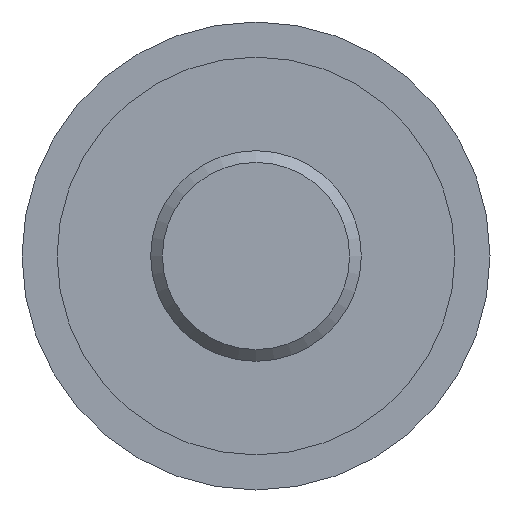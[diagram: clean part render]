
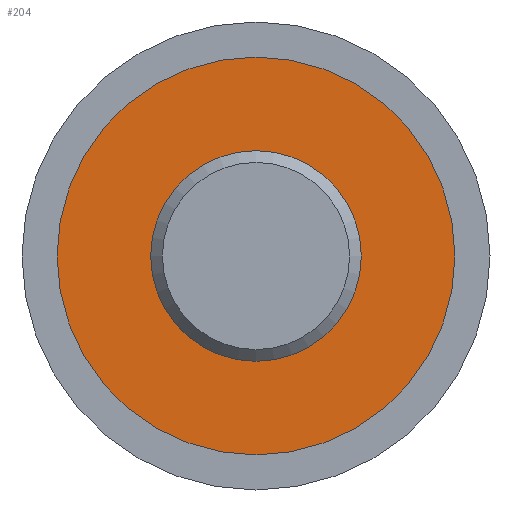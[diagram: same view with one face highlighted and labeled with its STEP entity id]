
A CAD part, left-side view. The second image highlights one B-rep face of the part: STEP entity #204.
In plain terms, the highlighted planar face has unit normal (-1, 0, 0).
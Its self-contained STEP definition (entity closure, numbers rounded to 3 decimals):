
#19=FACE_BOUND('',#67,.T.);
#32=PLANE('',#258);
#47=FACE_OUTER_BOUND('',#66,.T.);
#66=EDGE_LOOP('',(#186));
#67=EDGE_LOOP('',(#187));
#91=CIRCLE('',#240,18.);
#99=CIRCLE('',#257,34.);
#107=VERTEX_POINT('',#354);
#115=VERTEX_POINT('',#383);
#127=EDGE_CURVE('',#107,#107,#91,.T.);
#138=EDGE_CURVE('',#115,#115,#99,.T.);
#186=ORIENTED_EDGE('',*,*,#138,.T.);
#187=ORIENTED_EDGE('',*,*,#127,.F.);
#204=ADVANCED_FACE('',(#47,#19),#32,.T.);
#240=AXIS2_PLACEMENT_3D('',#356,#289,#290);
#257=AXIS2_PLACEMENT_3D('',#384,#326,#327);
#258=AXIS2_PLACEMENT_3D('',#386,#329,#330);
#289=DIRECTION('center_axis',(-1.,0.,0.));
#290=DIRECTION('ref_axis',(0.,0.,1.));
#326=DIRECTION('center_axis',(-1.,0.,0.));
#327=DIRECTION('ref_axis',(0.,0.,1.));
#329=DIRECTION('center_axis',(-1.,0.,0.));
#330=DIRECTION('ref_axis',(0.,0.,1.));
#354=CARTESIAN_POINT('',(58.,-18.,0.));
#356=CARTESIAN_POINT('Origin',(58.,0.,0.));
#383=CARTESIAN_POINT('',(58.,-34.,0.));
#384=CARTESIAN_POINT('Origin',(58.,0.,0.));
#386=CARTESIAN_POINT('Origin',(58.,18.,0.));
